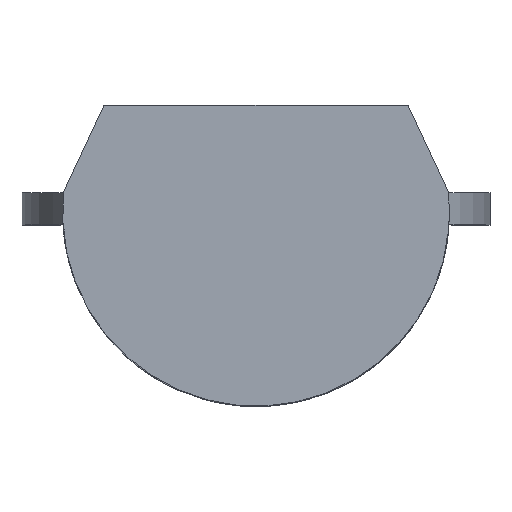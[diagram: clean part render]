
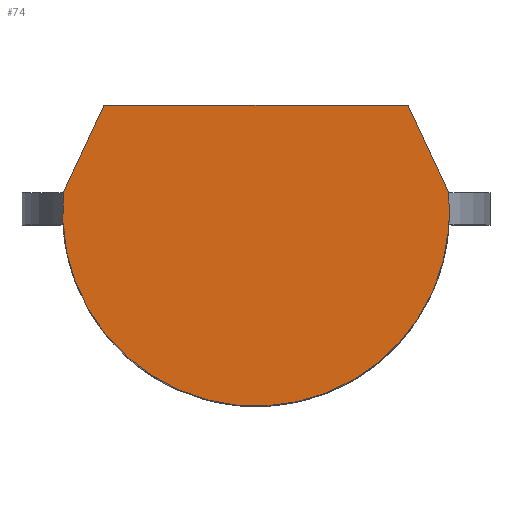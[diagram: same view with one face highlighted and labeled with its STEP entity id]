
A CAD part, top view. The second image highlights one B-rep face of the part: STEP entity #74.
In plain terms, the highlighted planar face has unit normal (0, 0, 1).
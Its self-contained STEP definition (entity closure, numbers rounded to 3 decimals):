
#74=ADVANCED_FACE('',(#106),#473,.T.);
#106=FACE_OUTER_BOUND('',#138,.T.);
#138=EDGE_LOOP('',(#186,#187,#188,#189));
#186=ORIENTED_EDGE('',*,*,#298,.T.);
#187=ORIENTED_EDGE('',*,*,#302,.T.);
#188=ORIENTED_EDGE('',*,*,#305,.T.);
#189=ORIENTED_EDGE('',*,*,#307,.T.);
#298=EDGE_CURVE('',#431,#430,#414,.T.);
#302=EDGE_CURVE('',#430,#433,#418,.T.);
#305=EDGE_CURVE('',#433,#435,#421,.T.);
#307=EDGE_CURVE('',#435,#431,#423,.T.);
#414=(
BOUNDED_CURVE()
B_SPLINE_CURVE(2,(#641,#642,#643,#644,#645,#646,#647,#648,#649),
 .UNSPECIFIED.,.F.,.F.)
B_SPLINE_CURVE_WITH_KNOTS((3,2,2,2,3),(6.944,8.868,
10.791,12.715,14.639),.UNSPECIFIED.)
CURVE()
GEOMETRIC_REPRESENTATION_ITEM()
RATIONAL_B_SPLINE_CURVE((1.,0.913,1.,0.913,1.,0.913,
1.,0.913,1.))
REPRESENTATION_ITEM('')
);
#418=(
BOUNDED_CURVE()
B_SPLINE_CURVE(2,(#657,#658,#659),.UNSPECIFIED.,.F.,.F.)
B_SPLINE_CURVE_WITH_KNOTS((3,3),(14.639,15.765),
 .UNSPECIFIED.)
CURVE()
GEOMETRIC_REPRESENTATION_ITEM()
RATIONAL_B_SPLINE_CURVE((1.,1.,1.))
REPRESENTATION_ITEM('')
);
#421=(
BOUNDED_CURVE()
B_SPLINE_CURVE(2,(#665,#666,#667),.UNSPECIFIED.,.F.,.F.)
B_SPLINE_CURVE_WITH_KNOTS((3,3),(15.765,19.365),
 .UNSPECIFIED.)
CURVE()
GEOMETRIC_REPRESENTATION_ITEM()
RATIONAL_B_SPLINE_CURVE((1.,1.,1.))
REPRESENTATION_ITEM('')
);
#423=(
BOUNDED_CURVE()
B_SPLINE_CURVE(2,(#671,#672,#673),.UNSPECIFIED.,.F.,.F.)
B_SPLINE_CURVE_WITH_KNOTS((3,3),(19.365,20.49),
 .UNSPECIFIED.)
CURVE()
GEOMETRIC_REPRESENTATION_ITEM()
RATIONAL_B_SPLINE_CURVE((1.,1.,1.))
REPRESENTATION_ITEM('')
);
#430=VERTEX_POINT('',#620);
#431=VERTEX_POINT('',#621);
#433=VERTEX_POINT('',#623);
#435=VERTEX_POINT('',#625);
#473=PLANE('',#512);
#512=AXIS2_PLACEMENT_3D('',#580,#528,$);
#528=DIRECTION('',(0.,0.,1.));
#580=CARTESIAN_POINT('',(-2.862,-2.795,8.58));
#620=CARTESIAN_POINT('',(2.276,0.19,8.58));
#621=CARTESIAN_POINT('',(-2.276,0.19,8.58));
#623=CARTESIAN_POINT('',(1.8,1.21,8.58));
#625=CARTESIAN_POINT('',(-1.8,1.21,8.58));
#641=CARTESIAN_POINT('',(-2.276,0.19,8.58));
#642=CARTESIAN_POINT('',(-2.388,-0.827,8.58));
#643=CARTESIAN_POINT('',(-1.705,-1.588,8.58));
#644=CARTESIAN_POINT('',(-1.023,-2.35,8.58));
#645=CARTESIAN_POINT('',(0.,-2.35,8.58));
#646=CARTESIAN_POINT('',(1.023,-2.35,8.58));
#647=CARTESIAN_POINT('',(1.705,-1.588,8.58));
#648=CARTESIAN_POINT('',(2.388,-0.827,8.58));
#649=CARTESIAN_POINT('',(2.276,0.19,8.58));
#657=CARTESIAN_POINT('',(2.276,0.19,8.58));
#658=CARTESIAN_POINT('',(2.038,0.7,8.58));
#659=CARTESIAN_POINT('',(1.8,1.21,8.58));
#665=CARTESIAN_POINT('',(1.8,1.21,8.58));
#666=CARTESIAN_POINT('',(0.,1.21,8.58));
#667=CARTESIAN_POINT('',(-1.8,1.21,8.58));
#671=CARTESIAN_POINT('',(-1.8,1.21,8.58));
#672=CARTESIAN_POINT('',(-2.038,0.7,8.58));
#673=CARTESIAN_POINT('',(-2.276,0.19,8.58));
